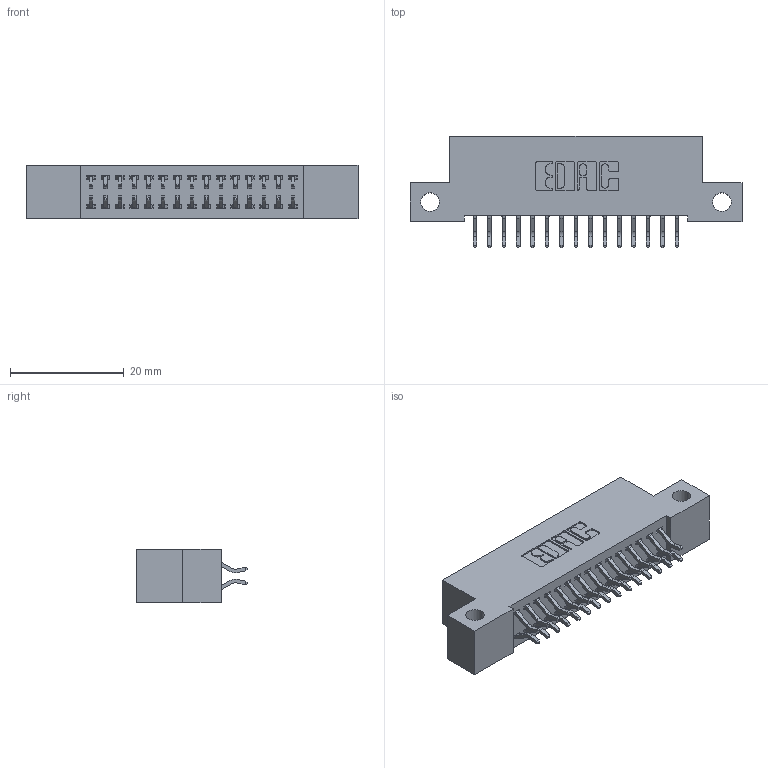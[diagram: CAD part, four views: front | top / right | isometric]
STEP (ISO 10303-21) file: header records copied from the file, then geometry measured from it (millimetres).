
FILE_DESCRIPTION (( 'STEP AP203' ), '1' );
FILE_NAME ('392-030-556-212.STEP', '2018-08-15T22:49:31', ( '' ), ( '' ), 'SwSTEP 2.0', 'SolidWorks 2016', '' );
FILE_SCHEMA (( 'CONFIG_CONTROL_DESIGN' ));
Length unit declared in the file: inch
Products named in the file (3): 342 Part_Side Mount; 345-292-001_556 Tail; 392-030-556-212
Assembly tree (31 placements, depth 2):
  392-030-556-212
    342 Part_Side Mount
    345-292-001_556 Tail  x30
Bounding box: 58.42 x 19.58 x 9.4 mm (x, y, z)
Volume: 5046.5 mm3; surface area: 7360.3 mm2
Topology: 31 solids, 31 shells, 1850 faces, 5489 edges, 3618 vertices
Faces by surface type: plane 1266, cylinder 584
Entity records: 13233 total; most frequent: CARTESIAN_POINT 2238, ORIENTED_EDGE 2162, DIRECTION 1949, EDGE_CURVE 1081, LINE 945, VECTOR 945, VERTEX_POINT 718, AXIS2_PLACEMENT_3D 502
